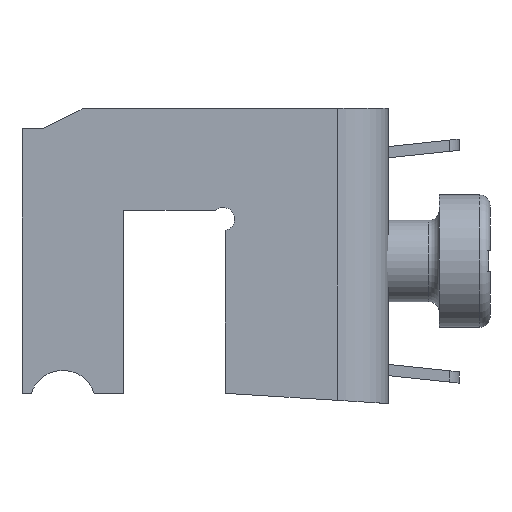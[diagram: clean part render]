
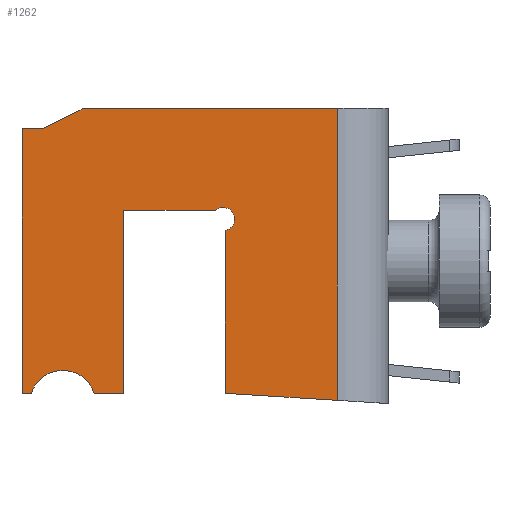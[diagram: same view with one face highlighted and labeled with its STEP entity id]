
A CAD part, left-side view. The second image highlights one B-rep face of the part: STEP entity #1262.
In plain terms, the highlighted planar face has unit normal (-1, 0, 0).
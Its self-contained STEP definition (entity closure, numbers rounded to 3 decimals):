
#65=CIRCLE('',#1372,3.25);
#66=CIRCLE('',#1373,1.152);
#85=ORIENTED_EDGE('',*,*,#449,.T.);
#86=ORIENTED_EDGE('',*,*,#450,.F.);
#87=ORIENTED_EDGE('',*,*,#451,.F.);
#88=ORIENTED_EDGE('',*,*,#452,.F.);
#89=ORIENTED_EDGE('',*,*,#453,.F.);
#90=ORIENTED_EDGE('',*,*,#454,.T.);
#91=ORIENTED_EDGE('',*,*,#455,.F.);
#92=ORIENTED_EDGE('',*,*,#456,.F.);
#93=ORIENTED_EDGE('',*,*,#457,.F.);
#94=ORIENTED_EDGE('',*,*,#458,.T.);
#95=ORIENTED_EDGE('',*,*,#459,.F.);
#96=ORIENTED_EDGE('',*,*,#460,.F.);
#97=ORIENTED_EDGE('',*,*,#461,.T.);
#449=EDGE_CURVE('',#631,#632,#753,.T.);
#450=EDGE_CURVE('',#633,#632,#754,.T.);
#451=EDGE_CURVE('',#634,#633,#755,.T.);
#452=EDGE_CURVE('',#635,#634,#756,.T.);
#453=EDGE_CURVE('',#636,#635,#757,.T.);
#454=EDGE_CURVE('',#636,#637,#65,.T.);
#455=EDGE_CURVE('',#638,#637,#758,.T.);
#456=EDGE_CURVE('',#639,#638,#759,.T.);
#457=EDGE_CURVE('',#640,#639,#760,.T.);
#458=EDGE_CURVE('',#640,#641,#66,.T.);
#459=EDGE_CURVE('',#642,#641,#761,.T.);
#460=EDGE_CURVE('',#643,#642,#762,.T.);
#461=EDGE_CURVE('',#643,#631,#763,.T.);
#631=VERTEX_POINT('',#1833);
#632=VERTEX_POINT('',#1834);
#633=VERTEX_POINT('',#1836);
#634=VERTEX_POINT('',#1838);
#635=VERTEX_POINT('',#1840);
#636=VERTEX_POINT('',#1842);
#637=VERTEX_POINT('',#1844);
#638=VERTEX_POINT('',#1846);
#639=VERTEX_POINT('',#1848);
#640=VERTEX_POINT('',#1850);
#641=VERTEX_POINT('',#1852);
#642=VERTEX_POINT('',#1854);
#643=VERTEX_POINT('',#1856);
#753=LINE('',#1832,#901);
#754=LINE('',#1835,#902);
#755=LINE('',#1837,#903);
#756=LINE('',#1839,#904);
#757=LINE('',#1841,#905);
#758=LINE('',#1845,#906);
#759=LINE('',#1847,#907);
#760=LINE('',#1849,#908);
#761=LINE('',#1853,#909);
#762=LINE('',#1855,#910);
#763=LINE('',#1857,#911);
#901=VECTOR('',#1478,1000.);
#902=VECTOR('',#1479,1000.);
#903=VECTOR('',#1480,1000.);
#904=VECTOR('',#1481,1000.);
#905=VECTOR('',#1482,1000.);
#906=VECTOR('',#1485,1000.);
#907=VECTOR('',#1486,1000.);
#908=VECTOR('',#1487,1000.);
#909=VECTOR('',#1490,1000.);
#910=VECTOR('',#1491,1000.);
#911=VECTOR('',#1492,1000.);
#1049=EDGE_LOOP('',(#85,#86,#87,#88,#89,#90,#91,#92,#93,#94,#95,#96,#97));
#1127=FACE_BOUND('',#1049,.T.);
#1205=PLANE('',#1371);
#1262=ADVANCED_FACE('',(#1127),#1205,.F.);
#1371=AXIS2_PLACEMENT_3D('',#1831,#1476,#1477);
#1372=AXIS2_PLACEMENT_3D('',#1843,#1483,#1484);
#1373=AXIS2_PLACEMENT_3D('',#1851,#1488,#1489);
#1476=DIRECTION('',(1.,0.,0.));
#1477=DIRECTION('',(0.,0.,-1.));
#1478=DIRECTION('',(0.,0.,-1.));
#1479=DIRECTION('',(0.,0.447,0.894));
#1480=DIRECTION('',(0.,0.,1.));
#1481=DIRECTION('',(0.,1.,0.));
#1482=DIRECTION('',(0.,0.,-1.));
#1483=DIRECTION('',(1.,0.,0.));
#1484=DIRECTION('',(0.,1.,0.));
#1485=DIRECTION('',(0.,0.,-1.));
#1486=DIRECTION('',(0.,-1.,0.));
#1487=DIRECTION('',(0.,0.,-1.));
#1488=DIRECTION('',(1.,0.,0.));
#1489=DIRECTION('',(0.,1.,0.));
#1490=DIRECTION('',(0.,1.,0.));
#1491=DIRECTION('',(0.,0.062,-0.998));
#1492=DIRECTION('',(0.,1.,0.));
#1831=CARTESIAN_POINT('',(-8.,-29.,-5.));
#1832=CARTESIAN_POINT('',(-8.,0.,-5.));
#1833=CARTESIAN_POINT('',(-8.,0.,-5.));
#1834=CARTESIAN_POINT('',(-8.,0.,-30.));
#1835=CARTESIAN_POINT('',(-8.,-2.,-33.999));
#1836=CARTESIAN_POINT('',(-8.,-2.,-33.999));
#1837=CARTESIAN_POINT('',(-8.,-2.,-36.));
#1838=CARTESIAN_POINT('',(-8.,-2.,-36.));
#1839=CARTESIAN_POINT('',(-8.,-29.,-36.));
#1840=CARTESIAN_POINT('',(-8.,-28.,-36.));
#1841=CARTESIAN_POINT('',(-8.,-28.,-35.092));
#1842=CARTESIAN_POINT('',(-8.,-28.,-35.092));
#1843=CARTESIAN_POINT('',(-8.,-29.,-32.));
#1844=CARTESIAN_POINT('',(-8.,-28.,-28.908));
#1845=CARTESIAN_POINT('',(-8.,-28.,-26.));
#1846=CARTESIAN_POINT('',(-8.,-28.,-26.));
#1847=CARTESIAN_POINT('',(-8.,-10.,-26.));
#1848=CARTESIAN_POINT('',(-8.,-10.,-26.));
#1849=CARTESIAN_POINT('',(-8.,-10.,-16.999));
#1850=CARTESIAN_POINT('',(-8.,-10.,-16.999));
#1851=CARTESIAN_POINT('',(-8.,-10.875,-16.25));
#1852=CARTESIAN_POINT('',(-8.,-12.,-16.));
#1853=CARTESIAN_POINT('',(-8.,-27.999,-16.));
#1854=CARTESIAN_POINT('',(-8.,-27.999,-16.));
#1855=CARTESIAN_POINT('',(-8.,-29.,0.));
#1856=CARTESIAN_POINT('',(-8.,-28.687,-5.));
#1857=CARTESIAN_POINT('',(-8.,-29.,-5.));
